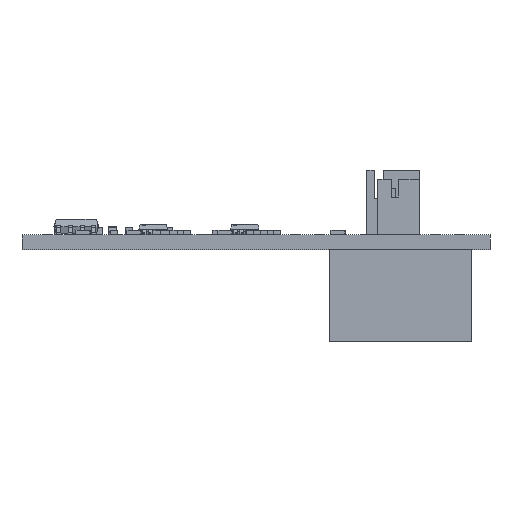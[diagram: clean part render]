
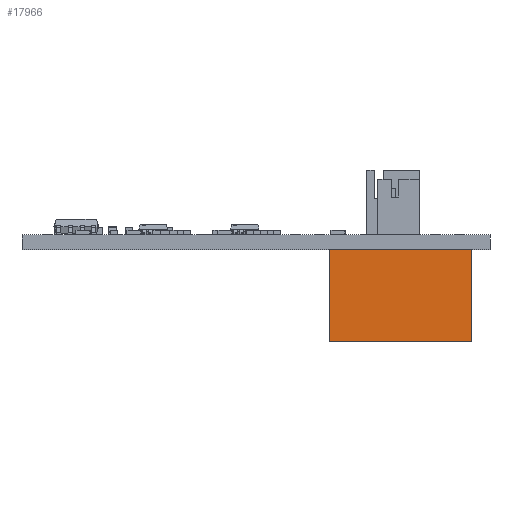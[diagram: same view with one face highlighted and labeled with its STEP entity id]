
A CAD part, front view. The second image highlights one B-rep face of the part: STEP entity #17966.
In plain terms, the highlighted planar face has unit normal (0, -1, 0).
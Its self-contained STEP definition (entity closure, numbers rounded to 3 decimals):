
#17868 = EDGE_CURVE('',#17869,#17871,#17873,.T.);
#17869 = VERTEX_POINT('',#17870);
#17870 = CARTESIAN_POINT('',(-7.747,-3.175,0.));
#17871 = VERTEX_POINT('',#17872);
#17872 = CARTESIAN_POINT('',(-7.747,-3.175,10.));
#17873 = LINE('',#17874,#17875);
#17874 = CARTESIAN_POINT('',(-7.747,-3.175,0.));
#17875 = VECTOR('',#17876,1.);
#17876 = DIRECTION('',(0.,0.,1.));
#17941 = VERTEX_POINT('',#17942);
#17942 = CARTESIAN_POINT('',(7.747,-3.175,10.));
#17948 = EDGE_CURVE('',#17949,#17941,#17951,.T.);
#17949 = VERTEX_POINT('',#17950);
#17950 = CARTESIAN_POINT('',(7.747,-3.175,0.));
#17951 = LINE('',#17952,#17953);
#17952 = CARTESIAN_POINT('',(7.747,-3.175,0.));
#17953 = VECTOR('',#17954,1.);
#17954 = DIRECTION('',(0.,0.,1.));
#17966 = ADVANCED_FACE('',(#17967),#17983,.T.);
#17967 = FACE_BOUND('',#17968,.T.);
#17968 = EDGE_LOOP('',(#17969,#17970,#17976,#17977));
#17969 = ORIENTED_EDGE('',*,*,#17948,.T.);
#17970 = ORIENTED_EDGE('',*,*,#17971,.T.);
#17971 = EDGE_CURVE('',#17941,#17871,#17972,.T.);
#17972 = LINE('',#17973,#17974);
#17973 = CARTESIAN_POINT('',(7.747,-3.175,10.));
#17974 = VECTOR('',#17975,1.);
#17975 = DIRECTION('',(-1.,0.,0.));
#17976 = ORIENTED_EDGE('',*,*,#17868,.F.);
#17977 = ORIENTED_EDGE('',*,*,#17978,.F.);
#17978 = EDGE_CURVE('',#17949,#17869,#17979,.T.);
#17979 = LINE('',#17980,#17981);
#17980 = CARTESIAN_POINT('',(7.747,-3.175,0.));
#17981 = VECTOR('',#17982,1.);
#17982 = DIRECTION('',(-1.,0.,0.));
#17983 = PLANE('',#17984);
#17984 = AXIS2_PLACEMENT_3D('',#17985,#17986,#17987);
#17985 = CARTESIAN_POINT('',(7.747,-3.175,0.));
#17986 = DIRECTION('',(0.,-1.,0.));
#17987 = DIRECTION('',(-1.,0.,0.));
